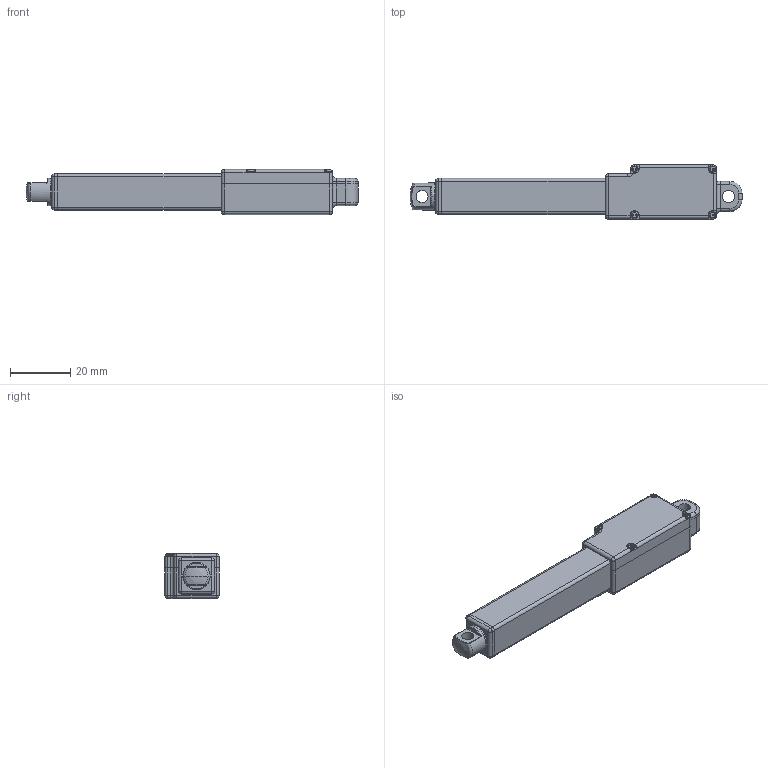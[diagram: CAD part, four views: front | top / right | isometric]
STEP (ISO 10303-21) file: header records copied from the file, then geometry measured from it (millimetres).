
FILE_DESCRIPTION((''),'2;1');
FILE_NAME('SHARE_HLS12_50_ASM','2019-05-31T',('wonhyuk'),(''),'CREO PARAMETRIC BY PTC INC, 2016050','CREO PARAMETRIC BY PTC INC, 2016050','');
FILE_SCHEMA(('CONFIG_CONTROL_DESIGN'));
Length unit declared in the file: millimetre
Products named in the file (8): LINEAR_CASE_R; SQ_PIPE_GUIDE; LINEAR_CASE_L; T1_4XL6; GUIDE_LIN; PIPE_10PI; LIN_ROD_END; SHARE_HLS12_50_ASM
Assembly tree (10 placements, depth 2):
  SHARE_HLS12_50_ASM
    LINEAR_CASE_R
    SQ_PIPE_GUIDE
    LINEAR_CASE_L
    T1_4XL6  x4
    GUIDE_LIN
    PIPE_10PI
    LIN_ROD_END
Bounding box: 110.5 x 18 x 15 mm (x, y, z)
Volume: 23743.5 mm3; surface area: 11089 mm2
Topology: 10 solids, 11 shells, 559 faces, 1489 edges, 963 vertices
Faces by surface type: cylinder 316, plane 136, bspline 64, torus 26, sphere 13, cone 4
Entity records: 16635 total; most frequent: CARTESIAN_POINT 7030, ORIENTED_EDGE 1498, DIRECTION 1389, PRESENTATION_STYLE_ASSIGNMENT 766, STYLED_ITEM 766, CURVE_STYLE 749, EDGE_CURVE 749, AXIS2_PLACEMENT_3D 520
